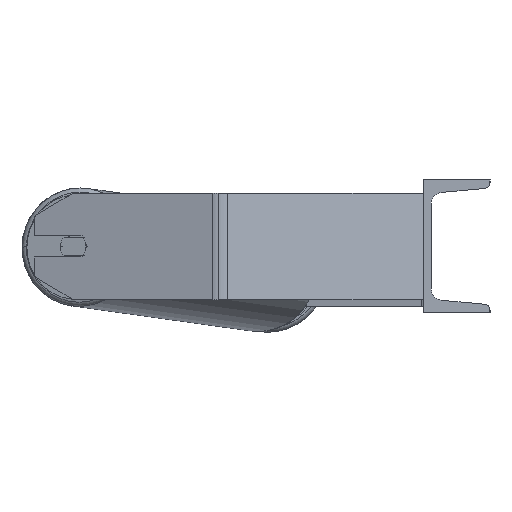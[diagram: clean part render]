
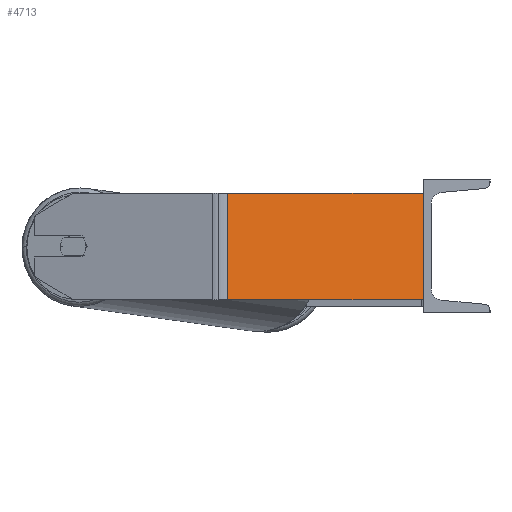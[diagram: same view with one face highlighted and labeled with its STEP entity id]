
A CAD part, left-side view. The second image highlights one B-rep face of the part: STEP entity #4713.
In plain terms, the highlighted planar face has unit normal (-0.906, -0.423, 0).
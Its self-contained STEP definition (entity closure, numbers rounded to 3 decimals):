
#306 = FACE_OUTER_BOUND ( 'NONE', #5389, .T. ) ;
#345 = CARTESIAN_POINT ( 'NONE',  ( -785., 0., 40. ) ) ;
#401 = CARTESIAN_POINT ( 'NONE',  ( -856.037, 152.339, 40. ) ) ;
#431 = EDGE_CURVE ( 'NONE', #6470, #3166, #5999, .T. ) ;
#504 = VERTEX_POINT ( 'NONE', #6435 ) ;
#794 = CARTESIAN_POINT ( 'NONE',  ( -853.576, 147.061, -40. ) ) ;
#1008 = CARTESIAN_POINT ( 'NONE',  ( -853.576, 147.061, 40. ) ) ;
#1119 = CARTESIAN_POINT ( 'NONE',  ( -856.037, 152.339, -40. ) ) ;
#1227 = DIRECTION ( 'NONE',  ( 0.423, -0.906, 0. ) ) ;
#1324 = CARTESIAN_POINT ( 'NONE',  ( -853.576, 147.061, 40. ) ) ;
#1919 = CARTESIAN_POINT ( 'NONE',  ( -785., 0., 40. ) ) ;
#2071 = LINE ( 'NONE', #6221, #7002 ) ;
#2177 = LINE ( 'NONE', #1119, #2905 ) ;
#2244 = VECTOR ( 'NONE', #7494, 1000. ) ;
#2705 = DIRECTION ( 'NONE',  ( 0.906, 0.423, 0. ) ) ;
#2905 = VECTOR ( 'NONE', #3464, 1000. ) ;
#3166 = VERTEX_POINT ( 'NONE', #794 ) ;
#3208 = EDGE_CURVE ( 'NONE', #6470, #6654, #2071, .T. ) ;
#3464 = DIRECTION ( 'NONE',  ( 0.423, -0.906, 0. ) ) ;
#3814 = ORIENTED_EDGE ( 'NONE', *, *, #7049, .F. ) ;
#4713 = ADVANCED_FACE ( 'NONE', ( #306 ), #5574, .F. ) ;
#4744 = DIRECTION ( 'NONE',  ( 0., 0., -1. ) ) ;
#5273 = ORIENTED_EDGE ( 'NONE', *, *, #431, .T. ) ;
#5389 = EDGE_LOOP ( 'NONE', ( #8709, #3814, #7389, #5273 ) ) ;
#5574 = PLANE ( 'NONE',  #8758 ) ;
#5879 = VECTOR ( 'NONE', #4744, 1000. ) ;
#5999 = LINE ( 'NONE', #1008, #2244 ) ;
#6103 = EDGE_CURVE ( 'NONE', #3166, #504, #2177, .T. ) ;
#6221 = CARTESIAN_POINT ( 'NONE',  ( -856.037, 152.339, 40. ) ) ;
#6435 = CARTESIAN_POINT ( 'NONE',  ( -785., 0., -40. ) ) ;
#6470 = VERTEX_POINT ( 'NONE', #1324 ) ;
#6654 = VERTEX_POINT ( 'NONE', #345 ) ;
#6697 = DIRECTION ( 'NONE',  ( -0.423, 0.906, 0. ) ) ;
#7002 = VECTOR ( 'NONE', #1227, 1000. ) ;
#7049 = EDGE_CURVE ( 'NONE', #6654, #504, #8245, .T. ) ;
#7389 = ORIENTED_EDGE ( 'NONE', *, *, #3208, .F. ) ;
#7494 = DIRECTION ( 'NONE',  ( 0., 0., -1. ) ) ;
#8245 = LINE ( 'NONE', #1919, #5879 ) ;
#8709 = ORIENTED_EDGE ( 'NONE', *, *, #6103, .T. ) ;
#8758 = AXIS2_PLACEMENT_3D ( 'NONE', #401, #2705, #6697 ) ;
